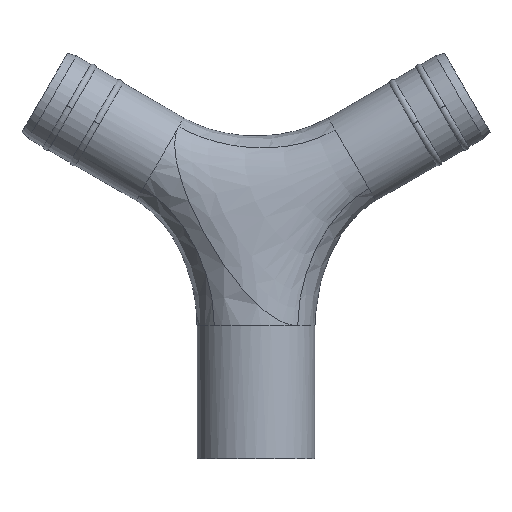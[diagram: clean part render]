
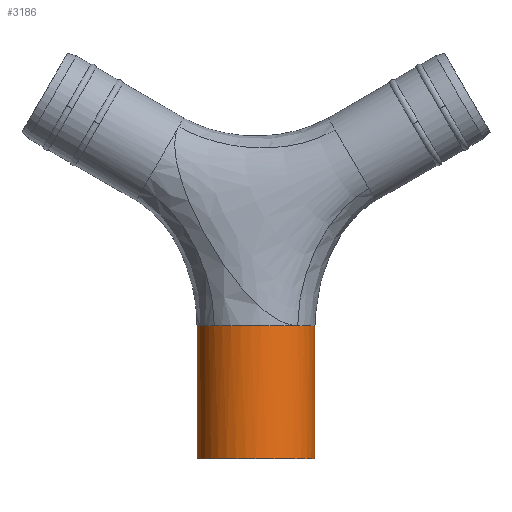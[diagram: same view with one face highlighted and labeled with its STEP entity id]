
A CAD part, front view. The second image highlights one B-rep face of the part: STEP entity #3186.
In plain terms, the highlighted cylindrical face has radius 13.3 mm (diameter 26.6 mm), a partial arc.
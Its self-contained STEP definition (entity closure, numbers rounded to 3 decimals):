
#6=CARTESIAN_POINT('',(0.,0.,-55.));
#7=DIRECTION('',(0.,0.,1.));
#8=DIRECTION('',(-1.,0.,0.));
#9=AXIS2_PLACEMENT_3D('',#6,#7,#8);
#31=CARTESIAN_POINT('',(-13.3,0.,-25.));
#33=DIRECTION('',(0.,0.,1.));
#34=VECTOR('',#33,30.);
#35=CARTESIAN_POINT('',(13.3,0.,-55.));
#36=LINE('',#35,#34);
#37=CARTESIAN_POINT('',(13.3,0.,-25.));
#441=CARTESIAN_POINT('',(9.342,-9.467,-25.));
#442=CARTESIAN_POINT('',(9.363,-9.446,-25.));
#443=CARTESIAN_POINT('',(9.384,-9.425,-25.));
#444=CARTESIAN_POINT('',(9.405,-9.405,-25.));
#446=CARTESIAN_POINT('',(9.405,-9.405,-25.));
#447=CARTESIAN_POINT('',(9.712,-9.097,-25.));
#448=CARTESIAN_POINT('',(10.297,-8.452,-24.995));
#449=CARTESIAN_POINT('',(11.076,-7.401,-24.995));
#450=CARTESIAN_POINT('',(11.748,-6.28,-24.999));
#451=CARTESIAN_POINT('',(12.307,-5.098,-25.001));
#452=CARTESIAN_POINT('',(12.748,-3.867,-24.997));
#453=CARTESIAN_POINT('',(13.066,-2.599,-24.995));
#454=CARTESIAN_POINT('',(13.257,-1.305,-24.997));
#455=CARTESIAN_POINT('',(13.3,-0.435,-25.));
#456=CARTESIAN_POINT('',(13.3,0.,-25.));
#458=DIRECTION('',(0.,0.,1.));
#459=VECTOR('',#458,30.);
#460=CARTESIAN_POINT('',(-13.3,0.,-55.));
#461=LINE('',#460,#459);
#462=CARTESIAN_POINT('',(-13.3,0.,-25.));
#463=CARTESIAN_POINT('',(-13.3,-0.435,-25.));
#464=CARTESIAN_POINT('',(-13.257,-1.305,
-24.997));
#465=CARTESIAN_POINT('',(-13.066,-2.598,
-24.995));
#466=CARTESIAN_POINT('',(-12.748,-3.867,
-24.997));
#467=CARTESIAN_POINT('',(-12.307,-5.098,
-25.001));
#468=CARTESIAN_POINT('',(-11.748,-6.28,
-24.999));
#469=CARTESIAN_POINT('',(-11.076,-7.401,
-24.995));
#470=CARTESIAN_POINT('',(-10.297,-8.452,
-24.995));
#471=CARTESIAN_POINT('',(-9.712,-9.097,-25.));
#472=CARTESIAN_POINT('',(-9.405,-9.405,-25.));
#474=CARTESIAN_POINT('',(0.,0.,-25.));
#475=DIRECTION('',(0.,0.,1.));
#476=DIRECTION('',(-0.707,-0.707,0.));
#477=AXIS2_PLACEMENT_3D('',#474,#475,#476);
#2021=CARTESIAN_POINT('',(13.3,0.,-55.));
#2022=CARTESIAN_POINT('',(-13.3,0.,-55.));
#2023=VERTEX_POINT('',#2021);
#2024=VERTEX_POINT('',#2022);
#2030=VERTEX_POINT('',#31);
#2031=VERTEX_POINT('',#37);
#2035=VERTEX_POINT('',#441);
#2036=VERTEX_POINT('',#444);
#2037=CARTESIAN_POINT('',(-9.405,-9.405,-25.));
#2038=VERTEX_POINT('',#2037);
#3169=CARTESIAN_POINT('',(0.,0.,-55.));
#3170=DIRECTION('',(0.,0.,1.));
#3171=DIRECTION('',(1.,0.,0.));
#3172=AXIS2_PLACEMENT_3D('',#3169,#3170,#3171);
#3173=CYLINDRICAL_SURFACE('',#3172,13.3);
#3175=ORIENTED_EDGE('',*,*,#3174,.T.);
#3176=ORIENTED_EDGE('',*,*,#3157,.T.);
#3177=ORIENTED_EDGE('',*,*,#2495,.F.);
#3178=ORIENTED_EDGE('',*,*,#2474,.F.);
#3179=ORIENTED_EDGE('',*,*,#2492,.T.);
#3181=ORIENTED_EDGE('',*,*,#3180,.T.);
#3183=ORIENTED_EDGE('',*,*,#3182,.T.);
#3184=EDGE_LOOP('',(#3175,#3176,#3177,#3178,#3179,#3181,#3183));
#3185=FACE_OUTER_BOUND('',#3184,.F.);
#3186=ADVANCED_FACE('',(#3185),#3173,.T.);
#10=CIRCLE('',#9,13.3);
#445=B_SPLINE_CURVE_WITH_KNOTS('',3,(#441,#442,#443,#444),.UNSPECIFIED.,.F.,.F.,
(4,4),(0.,1.),.UNSPECIFIED.);
#457=B_SPLINE_CURVE_WITH_KNOTS('',3,(#446,#447,#448,#449,#450,#451,#452,#453,
#454,#455,#456),.UNSPECIFIED.,.F.,.F.,(4,1,1,1,1,1,1,1,4),(0.,0.125,0.25,
0.375,0.5,0.625,0.75,0.875,1.),.UNSPECIFIED.);
#473=B_SPLINE_CURVE_WITH_KNOTS('',3,(#462,#463,#464,#465,#466,#467,#468,#469,
#470,#471,#472),.UNSPECIFIED.,.F.,.F.,(4,1,1,1,1,1,1,1,4),(0.,0.125,0.25,
0.375,0.5,0.625,0.75,0.875,1.),.UNSPECIFIED.);
#478=CIRCLE('',#477,13.3);
#2474=EDGE_CURVE('',#2024,#2023,#10,.T.);
#2492=EDGE_CURVE('',#2024,#2030,#461,.T.);
#2495=EDGE_CURVE('',#2023,#2031,#36,.T.);
#3157=EDGE_CURVE('',#2036,#2031,#457,.T.);
#3174=EDGE_CURVE('',#2035,#2036,#445,.T.);
#3180=EDGE_CURVE('',#2030,#2038,#473,.T.);
#3182=EDGE_CURVE('',#2038,#2035,#478,.T.);
